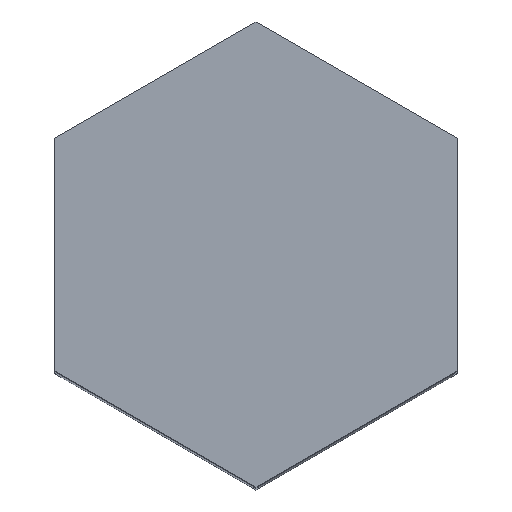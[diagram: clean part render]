
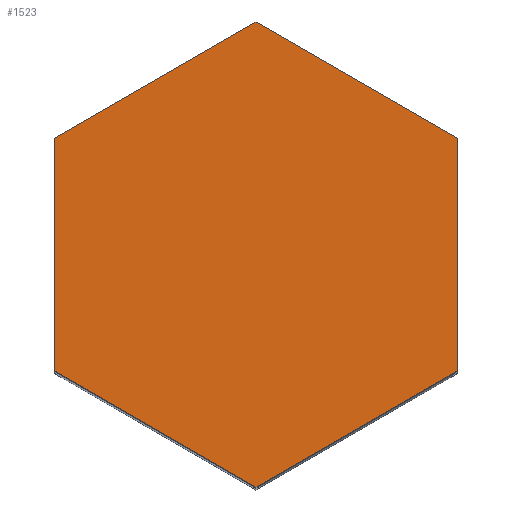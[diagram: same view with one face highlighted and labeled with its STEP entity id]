
A CAD part, top view. The second image highlights one B-rep face of the part: STEP entity #1523.
In plain terms, the highlighted planar face has unit normal (0, 0, 1).
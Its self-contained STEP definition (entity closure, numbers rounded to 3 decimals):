
#61=PLANE('',#1646);
#144=FACE_OUTER_BOUND('',#233,.T.);
#233=EDGE_LOOP('',(#1283,#1284,#1285,#1286,#1287,#1288));
#418=LINE('',#5674,#547);
#421=LINE('',#5680,#550);
#424=LINE('',#5686,#553);
#427=LINE('',#5692,#556);
#430=LINE('',#5698,#559);
#433=LINE('',#5702,#562);
#547=VECTOR('',#1886,10.);
#550=VECTOR('',#1891,10.);
#553=VECTOR('',#1896,10.);
#556=VECTOR('',#1901,10.);
#559=VECTOR('',#1906,10.);
#562=VECTOR('',#1911,10.);
#702=VERTEX_POINT('',#5671);
#703=VERTEX_POINT('',#5673);
#705=VERTEX_POINT('',#5679);
#707=VERTEX_POINT('',#5685);
#709=VERTEX_POINT('',#5691);
#711=VERTEX_POINT('',#5697);
#899=EDGE_CURVE('',#703,#702,#418,.T.);
#902=EDGE_CURVE('',#705,#703,#421,.T.);
#905=EDGE_CURVE('',#707,#705,#424,.T.);
#908=EDGE_CURVE('',#709,#707,#427,.T.);
#911=EDGE_CURVE('',#711,#709,#430,.T.);
#914=EDGE_CURVE('',#702,#711,#433,.T.);
#1283=ORIENTED_EDGE('',*,*,#914,.T.);
#1284=ORIENTED_EDGE('',*,*,#911,.T.);
#1285=ORIENTED_EDGE('',*,*,#908,.T.);
#1286=ORIENTED_EDGE('',*,*,#905,.T.);
#1287=ORIENTED_EDGE('',*,*,#902,.T.);
#1288=ORIENTED_EDGE('',*,*,#899,.T.);
#1523=ADVANCED_FACE('',(#144),#61,.T.);
#1646=AXIS2_PLACEMENT_3D('',#5703,#1912,#1913);
#1886=DIRECTION('',(-0.866,-0.5,0.));
#1891=DIRECTION('',(-0.866,0.5,0.));
#1896=DIRECTION('',(0.,1.,0.));
#1901=DIRECTION('',(0.866,0.5,0.));
#1906=DIRECTION('',(0.866,-0.5,0.));
#1911=DIRECTION('',(0.,-1.,0.));
#1912=DIRECTION('center_axis',(0.,0.,1.));
#1913=DIRECTION('ref_axis',(1.,0.,0.));
#5671=CARTESIAN_POINT('',(-30.,17.321,250.));
#5673=CARTESIAN_POINT('',(0.,34.641,250.));
#5674=CARTESIAN_POINT('',(0.,34.641,250.));
#5679=CARTESIAN_POINT('',(30.,17.321,250.));
#5680=CARTESIAN_POINT('',(30.,17.321,250.));
#5685=CARTESIAN_POINT('',(30.,-17.321,250.));
#5686=CARTESIAN_POINT('',(30.,-17.321,250.));
#5691=CARTESIAN_POINT('',(0.,-34.641,250.));
#5692=CARTESIAN_POINT('',(0.,-34.641,250.));
#5697=CARTESIAN_POINT('',(-30.,-17.321,250.));
#5698=CARTESIAN_POINT('',(-30.,-17.321,250.));
#5702=CARTESIAN_POINT('',(-30.,17.321,250.));
#5703=CARTESIAN_POINT('Origin',(0.,0.,250.));
